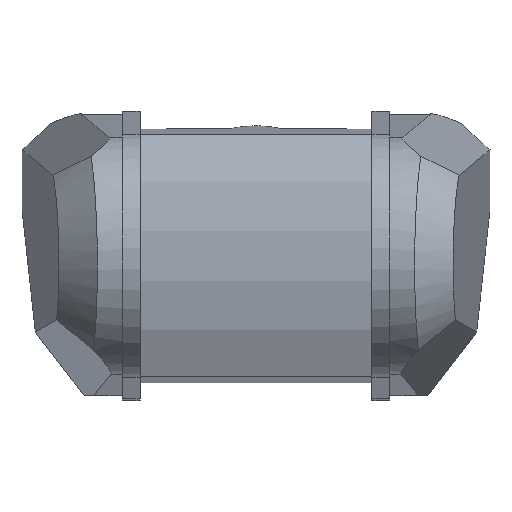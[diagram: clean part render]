
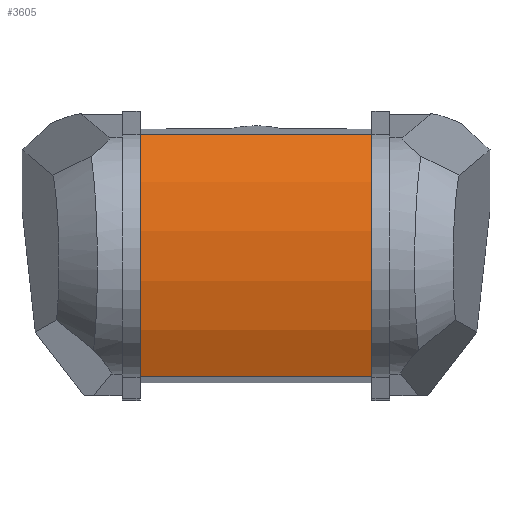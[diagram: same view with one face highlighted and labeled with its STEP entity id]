
A CAD part, front view. The second image highlights one B-rep face of the part: STEP entity #3605.
In plain terms, the highlighted cylindrical face has radius 98.353 mm (diameter 196.706 mm), a partial arc.
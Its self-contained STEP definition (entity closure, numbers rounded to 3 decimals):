
#100=CYLINDRICAL_SURFACE('',#3955,98.353);
#436=FACE_OUTER_BOUND('',#635,.T.);
#635=EDGE_LOOP('',(#3227,#3228,#3229,#3230));
#934=LINE('',#7772,#1239);
#946=LINE('',#8440,#1251);
#1239=VECTOR('',#4858,10.);
#1251=VECTOR('',#4898,10.);
#1353=CIRCLE('',#3954,98.353);
#1354=CIRCLE('',#3956,98.353);
#1680=VERTEX_POINT('',#7769);
#1681=VERTEX_POINT('',#7771);
#1696=VERTEX_POINT('',#8435);
#1697=VERTEX_POINT('',#8439);
#2186=EDGE_CURVE('',#1681,#1680,#934,.T.);
#2217=EDGE_CURVE('',#1696,#1680,#1353,.T.);
#2218=EDGE_CURVE('',#1697,#1696,#946,.T.);
#2219=EDGE_CURVE('',#1681,#1697,#1354,.T.);
#3227=ORIENTED_EDGE('',*,*,#2218,.F.);
#3228=ORIENTED_EDGE('',*,*,#2219,.F.);
#3229=ORIENTED_EDGE('',*,*,#2186,.T.);
#3230=ORIENTED_EDGE('',*,*,#2217,.F.);
#3605=ADVANCED_FACE('',(#436),#100,.T.);
#3954=AXIS2_PLACEMENT_3D('',#8437,#4894,#4895);
#3955=AXIS2_PLACEMENT_3D('',#8438,#4896,#4897);
#3956=AXIS2_PLACEMENT_3D('',#8441,#4899,#4900);
#4858=DIRECTION('',(1.,0.,0.));
#4894=DIRECTION('center_axis',(1.,0.,0.));
#4895=DIRECTION('ref_axis',(0.,-0.909,-0.416));
#4896=DIRECTION('center_axis',(1.,0.,0.));
#4897=DIRECTION('ref_axis',(0.,-0.909,-0.416));
#4898=DIRECTION('',(1.,0.,0.));
#4899=DIRECTION('center_axis',(-1.,0.,0.));
#4900=DIRECTION('ref_axis',(0.,-0.909,-0.416));
#7769=CARTESIAN_POINT('',(38.25,-191.166,527.15));
#7771=CARTESIAN_POINT('',(-40.21,-191.166,527.15));
#7772=CARTESIAN_POINT('',(-43.21,-191.166,527.15));
#8435=CARTESIAN_POINT('',(38.25,-191.166,609.066));
#8437=CARTESIAN_POINT('Origin',(38.25,-101.747,568.108));
#8438=CARTESIAN_POINT('Origin',(-43.21,-101.747,568.108));
#8439=CARTESIAN_POINT('',(-40.21,-191.166,609.066));
#8440=CARTESIAN_POINT('',(-43.21,-191.166,609.066));
#8441=CARTESIAN_POINT('Origin',(-40.21,-101.747,568.108));
